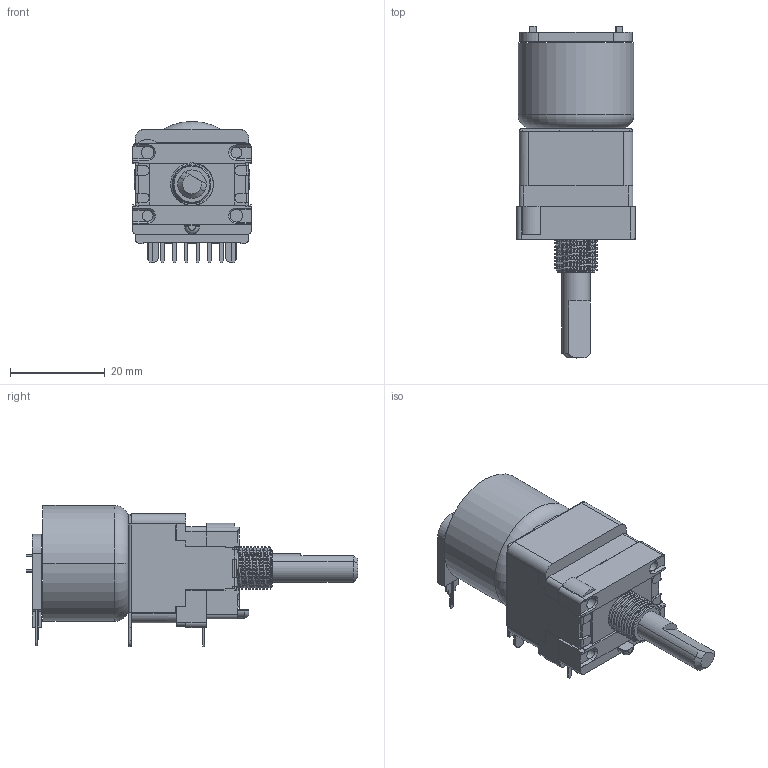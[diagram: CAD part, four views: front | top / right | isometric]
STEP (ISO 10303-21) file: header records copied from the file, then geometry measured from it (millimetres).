
FILE_DESCRIPTION (( 'STEP AP214' ), '1' );
FILE_NAME ('RK16812MG099.STEP', '2012-03-29T07:20:01', ( '' ), ( '' ), 'SwSTEP 2.0', 'SolidWorks 2010', '' );
FILE_SCHEMA (( 'AUTOMOTIVE_DESIGN' ));
Length unit declared in the file: millimetre
Products named in the file (1): RK16812MG099
Bounding box: 25 x 69.9 x 29.7 mm (x, y, z)
Volume: 21687 mm3; surface area: 7155.4 mm2
Topology: 1 solids, 1 shells, 425 faces, 1181 edges, 775 vertices
Faces by surface type: plane 304, cylinder 95, torus 11, cone 11, bspline 4
Entity records: 20174 total; most frequent: CARTESIAN_POINT 4545, ORIENTED_EDGE 2362, DIRECTION 2168, EDGE_CURVE 1181, VECTOR 912, LINE 912, VERTEX_POINT 775, AXIS2_PLACEMENT_3D 628
